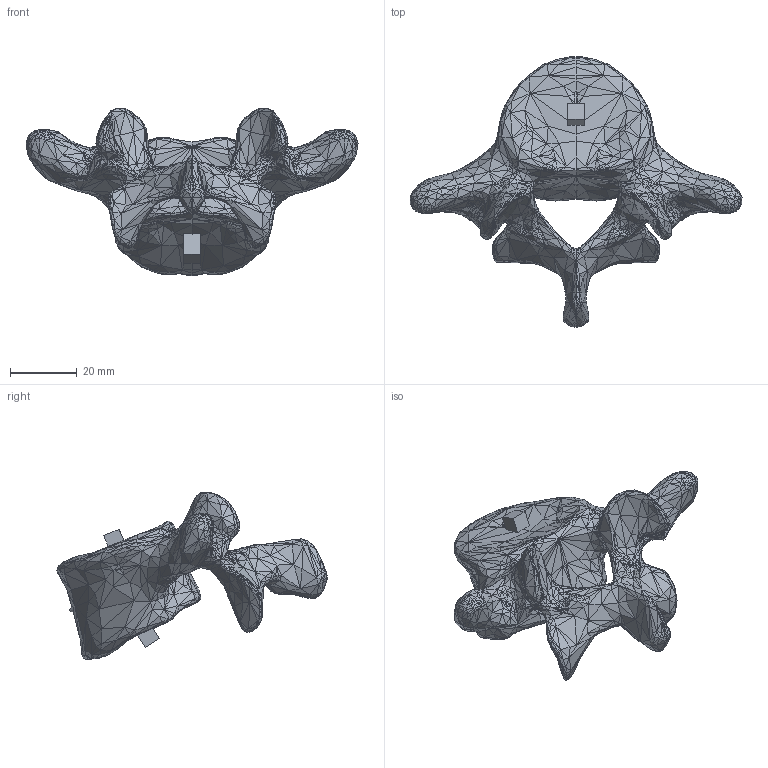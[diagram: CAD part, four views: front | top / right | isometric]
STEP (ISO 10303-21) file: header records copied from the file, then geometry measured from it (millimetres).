
FILE_DESCRIPTION(/* description */ (''),/* implementation_level */ '2;1');
FILE_NAME(/* name */ 'L5.step',/* time_stamp */ '2024-04-27T09:53:52-04:00',/* author */ (''),/* organization */ (''),/* preprocessor_version */ 'ST-DEVELOPER v20',/* originating_system */ 'Autodesk Translation Framework v12.20.1.177',/* authorisation */ '');
FILE_SCHEMA (('AUTOMOTIVE_DESIGN { 1 0 10303 214 3 1 1 }'));
Products named in the file (1): L5
Bounding box: 99.15 x 80.77 x 50.06 mm (x, y, z)
Volume: 50914.5 mm3; surface area: 13399.3 mm2
Topology: 1 solids, 1 shells, 3805 faces, 5800 edges, 1994 vertices
Faces by surface type: plane 3804, cone 1
Entity records: 75066 total; most frequent: DIRECTION 13415, CARTESIAN_POINT 11599, ORIENTED_EDGE 11598, EDGE_CURVE 5799, LINE 5795, VECTOR 5795, AXIS2_PLACEMENT_3D 3810, FACE_OUTER_BOUND 3805
